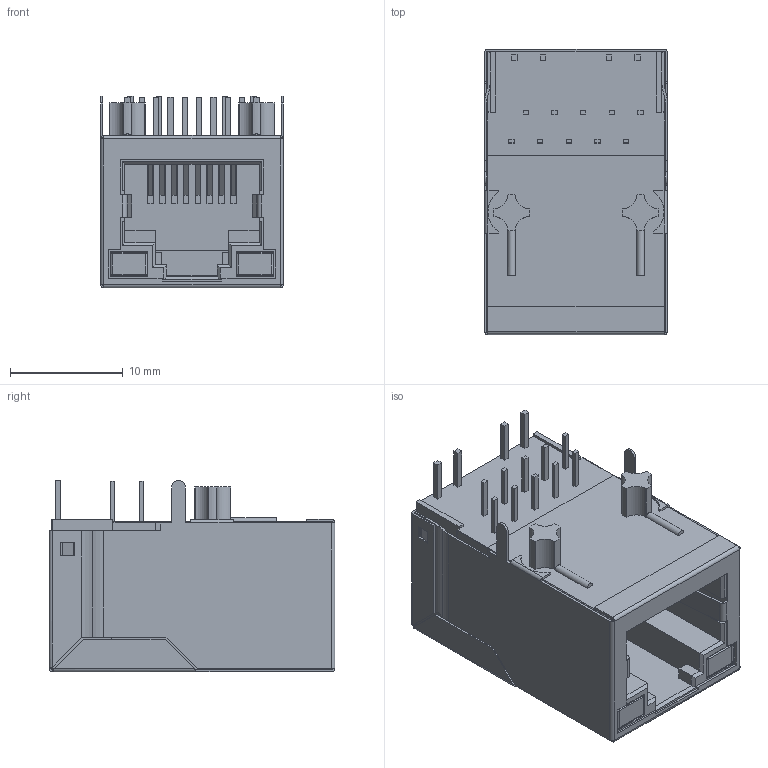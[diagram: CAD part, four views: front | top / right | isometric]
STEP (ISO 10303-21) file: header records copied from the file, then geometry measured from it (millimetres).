
FILE_DESCRIPTION( ( 'Unknown' ), '1' );
FILE_NAME( '7499210124A.stp', 'Unknown', ( 'Unknown' ), ( 'Unknown' ), 'PSStep 17.0.49', 'Unknown', ' ' );
FILE_SCHEMA( ( 'AUTOMOTIVE_DESIGN { 1 0 10303 214 1 1 1 1 }' ) );
Length unit declared in the file: millimetre
Products named in the file (6): Assem1; Insulator; Insulator_2; LED; Shielding
Assembly tree (5 placements, depth 2):
  Assem1
    Insulator
    Insulator_2
    LED
    LED
    Shielding
Bounding box: 16.2 x 25.3 x 16.99 mm (x, y, z)
Volume: 2771.3 mm3; surface area: 8262.9 mm2
Topology: 5 solids, 5 shells, 925 faces, 2540 edges, 1634 vertices
Faces by surface type: plane 662, cylinder 217, extrusion 14, bspline 14, sphere 10, torus 8
Entity records: 37020 total; most frequent: CARTESIAN_POINT 6035, ORIENTED_EDGE 5060, DIRECTION 4622, EDGE_CURVE 2530, VECTOR 1952, LINE 1938, VERTEX_POINT 1634, AXIS2_PLACEMENT_3D 1335
